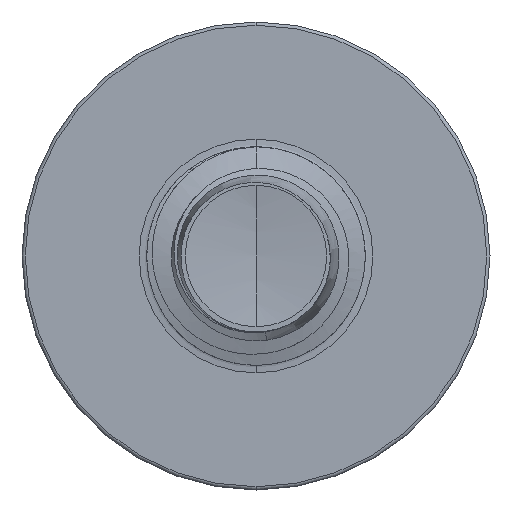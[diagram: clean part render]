
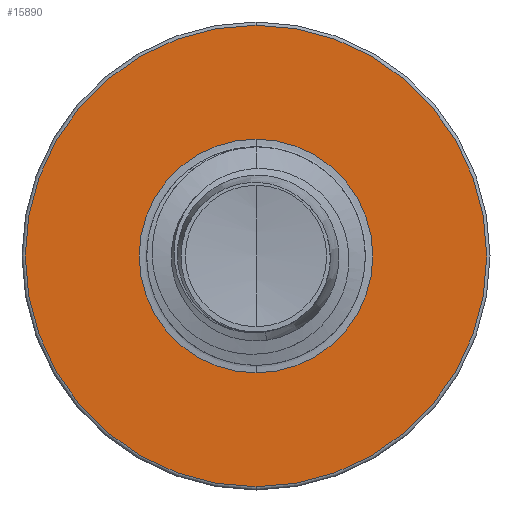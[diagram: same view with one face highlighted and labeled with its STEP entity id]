
A CAD part, front view. The second image highlights one B-rep face of the part: STEP entity #15890.
In plain terms, the highlighted planar face has unit normal (0, -1, 0).
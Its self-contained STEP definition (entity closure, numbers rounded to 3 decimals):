
#53 = CARTESIAN_POINT ( 'NONE',  ( 0., 5.5, -1.872 ) ) ;
#575 = DIRECTION ( 'NONE',  ( 0., 0., 1. ) ) ;
#580 = DIRECTION ( 'NONE',  ( 0., 1., 0. ) ) ;
#619 = CARTESIAN_POINT ( 'NONE',  ( 0., 5.5, 0. ) ) ;
#626 = DIRECTION ( 'NONE',  ( 0., 0., 1. ) ) ;
#660 = DIRECTION ( 'NONE',  ( 0., 1., 0. ) ) ;
#768 = PLANE ( 'NONE',  #4701 ) ;
#1074 = CARTESIAN_POINT ( 'NONE',  ( 0., 5.5, -1.872 ) ) ;
#1198 = DIRECTION ( 'NONE',  ( 0., 0., 1. ) ) ;
#1220 = DIRECTION ( 'NONE',  ( 0., 1., 0. ) ) ;
#1257 = CARTESIAN_POINT ( 'NONE',  ( 0., 5.5, 0. ) ) ;
#3776 = EDGE_CURVE ( 'NONE', #6389, #13211, #15657, .T. ) ;
#4263 = CIRCLE ( 'NONE', #4474, 1.872 ) ;
#4474 = AXIS2_PLACEMENT_3D ( 'NONE', #1257, #1220, #1198 ) ;
#4701 = AXIS2_PLACEMENT_3D ( 'NONE', #1074, #660, #626 ) ;
#5871 = CARTESIAN_POINT ( 'NONE',  ( 0., 5.5, 1.872 ) ) ;
#6229 = DIRECTION ( 'NONE',  ( 0., 0., 1. ) ) ;
#6250 = DIRECTION ( 'NONE',  ( 0., 1., 0. ) ) ;
#6262 = CARTESIAN_POINT ( 'NONE',  ( 0., 5.5, 0. ) ) ;
#6389 = VERTEX_POINT ( 'NONE', #53 ) ;
#6447 = VERTEX_POINT ( 'NONE', #9608 ) ;
#9608 = CARTESIAN_POINT ( 'NONE',  ( 0., 5.5, 3.698 ) ) ;
#10377 = FACE_BOUND ( 'NONE', #16056, .T. ) ;
#10750 = CARTESIAN_POINT ( 'NONE',  ( 0., 5.5, -3.697 ) ) ;
#11432 = EDGE_CURVE ( 'NONE', #6447, #14340, #16227, .T. ) ;
#11502 = CIRCLE ( 'NONE', #15895, 3.698 ) ;
#12117 = ORIENTED_EDGE ( 'NONE', *, *, #11432, .F. ) ;
#12131 = ORIENTED_EDGE ( 'NONE', *, *, #15184, .F. ) ;
#12476 = AXIS2_PLACEMENT_3D ( 'NONE', #619, #580, #575 ) ;
#12506 = ORIENTED_EDGE ( 'NONE', *, *, #14997, .T. ) ;
#12570 = ORIENTED_EDGE ( 'NONE', *, *, #3776, .T. ) ;
#13211 = VERTEX_POINT ( 'NONE', #5871 ) ;
#13430 = FACE_OUTER_BOUND ( 'NONE', #15570, .T. ) ;
#14056 = AXIS2_PLACEMENT_3D ( 'NONE', #6262, #6250, #6229 ) ;
#14340 = VERTEX_POINT ( 'NONE', #10750 ) ;
#14997 = EDGE_CURVE ( 'NONE', #13211, #6389, #4263, .T. ) ;
#15184 = EDGE_CURVE ( 'NONE', #14340, #6447, #11502, .T. ) ;
#15570 = EDGE_LOOP ( 'NONE', ( #12117, #12131 ) ) ;
#15657 = CIRCLE ( 'NONE', #14056, 1.872 ) ;
#15890 = ADVANCED_FACE ( 'NONE', ( #13430, #10377 ), #768, .F. ) ;
#15895 = AXIS2_PLACEMENT_3D ( 'NONE', #16088, #16117, #16115 ) ;
#16056 = EDGE_LOOP ( 'NONE', ( #12506, #12570 ) ) ;
#16088 = CARTESIAN_POINT ( 'NONE',  ( 0., 5.5, 0. ) ) ;
#16115 = DIRECTION ( 'NONE',  ( 0., 0., 1. ) ) ;
#16117 = DIRECTION ( 'NONE',  ( 0., 1., 0. ) ) ;
#16227 = CIRCLE ( 'NONE', #12476, 3.698 ) ;
